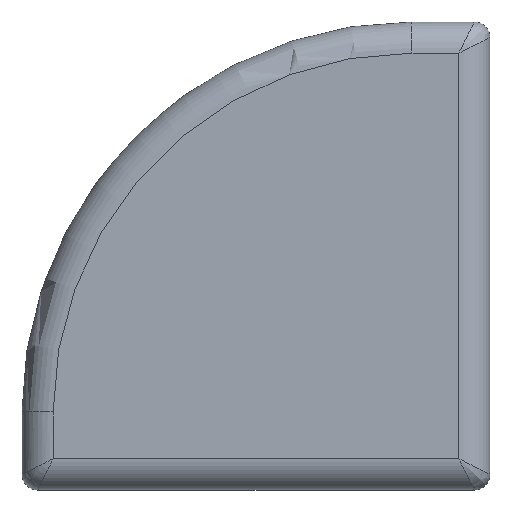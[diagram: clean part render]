
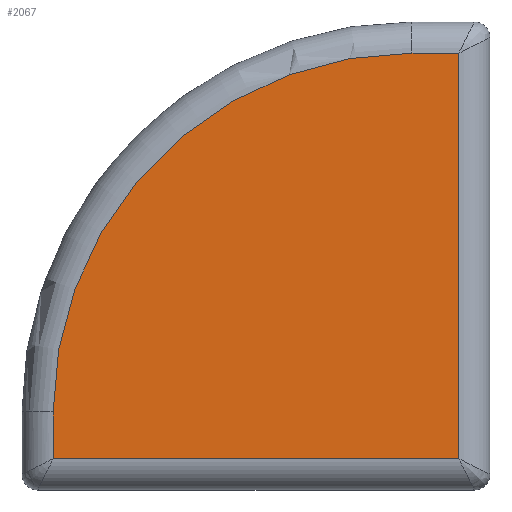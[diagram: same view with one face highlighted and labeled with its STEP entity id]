
A CAD part, top view. The second image highlights one B-rep face of the part: STEP entity #2067.
In plain terms, the highlighted planar face has unit normal (0, 0, 1).
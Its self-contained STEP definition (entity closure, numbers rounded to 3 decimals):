
#487 = CARTESIAN_POINT ( 'NONE',  ( 10., -10., 2.5 ) ) ;
#494 = PLANE ( 'NONE',  #932 ) ;
#496 = DIRECTION ( 'NONE',  ( 0., 0., 1. ) ) ;
#497 = DIRECTION ( 'NONE',  ( 1., 0., 0. ) ) ;
#678 = EDGE_CURVE ( 'NONE', #2157, #2161, #2376, .T. ) ;
#679 = EDGE_CURVE ( 'NONE', #2161, #2165, #2351, .T. ) ;
#680 = EDGE_CURVE ( 'NONE', #2165, #2166, #2380, .T. ) ;
#681 = EDGE_CURVE ( 'NONE', #2166, #2167, #2381, .T. ) ;
#682 = EDGE_CURVE ( 'NONE', #2167, #2157, #2383, .T. ) ;
#714 = AXIS2_PLACEMENT_3D ( 'NONE', #1685, #1686, #1687 ) ;
#838 = FACE_OUTER_BOUND ( 'NONE', #1245, .T. ) ;
#932 = AXIS2_PLACEMENT_3D ( 'NONE', #487, #496, #497 ) ;
#1245 = EDGE_LOOP ( 'NONE', ( #1348, #1349, #1350, #1351, #1352 ) ) ;
#1348 = ORIENTED_EDGE ( 'NONE', *, *, #678, .T. ) ;
#1349 = ORIENTED_EDGE ( 'NONE', *, *, #679, .T. ) ;
#1350 = ORIENTED_EDGE ( 'NONE', *, *, #680, .T. ) ;
#1351 = ORIENTED_EDGE ( 'NONE', *, *, #681, .T. ) ;
#1352 = ORIENTED_EDGE ( 'NONE', *, *, #682, .T. ) ;
#1669 = DIRECTION ( 'NONE',  ( 0., -1., 0. ) ) ;
#1681 = CARTESIAN_POINT ( 'NONE',  ( 10., 13., 2.5 ) ) ;
#1682 = CARTESIAN_POINT ( 'NONE',  ( -13., -14., 2.5 ) ) ;
#1683 = DIRECTION ( 'NONE',  ( -1., 0., 0. ) ) ;
#1685 = CARTESIAN_POINT ( 'NONE',  ( 10., -10., 2.5 ) ) ;
#1686 = DIRECTION ( 'NONE',  ( 0., 0., 1. ) ) ;
#1687 = DIRECTION ( 'NONE',  ( 1., 0., 0. ) ) ;
#1688 = CARTESIAN_POINT ( 'NONE',  ( 14., -13., 2.5 ) ) ;
#1689 = DIRECTION ( 'NONE',  ( 1., 0., 0. ) ) ;
#1690 = CARTESIAN_POINT ( 'NONE',  ( 13., 14., 2.5 ) ) ;
#1691 = DIRECTION ( 'NONE',  ( 0., 1., 0. ) ) ;
#2067 = ADVANCED_FACE ( 'NONE', ( #838 ), #494, .T. ) ;
#2157 = VERTEX_POINT ( 'NONE', #2656 ) ;
#2161 = VERTEX_POINT ( 'NONE', #2660 ) ;
#2165 = VERTEX_POINT ( 'NONE', #2664 ) ;
#2166 = VERTEX_POINT ( 'NONE', #2665 ) ;
#2167 = VERTEX_POINT ( 'NONE', #2666 ) ;
#2351 = CIRCLE ( 'NONE', #714, 23. ) ;
#2376 = LINE ( 'NONE', #1681, #2379 ) ;
#2379 = VECTOR ( 'NONE', #1683, 1000. ) ;
#2380 = LINE ( 'NONE', #1682, #2382 ) ;
#2381 = LINE ( 'NONE', #1688, #2384 ) ;
#2382 = VECTOR ( 'NONE', #1669, 1000. ) ;
#2383 = LINE ( 'NONE', #1690, #2386 ) ;
#2384 = VECTOR ( 'NONE', #1689, 1000. ) ;
#2386 = VECTOR ( 'NONE', #1691, 1000. ) ;
#2656 = CARTESIAN_POINT ( 'NONE',  ( 13., 13., 2.5 ) ) ;
#2660 = CARTESIAN_POINT ( 'NONE',  ( 10., 13., 2.5 ) ) ;
#2664 = CARTESIAN_POINT ( 'NONE',  ( -13., -10., 2.5 ) ) ;
#2665 = CARTESIAN_POINT ( 'NONE',  ( -13., -13., 2.5 ) ) ;
#2666 = CARTESIAN_POINT ( 'NONE',  ( 13., -13., 2.5 ) ) ;
